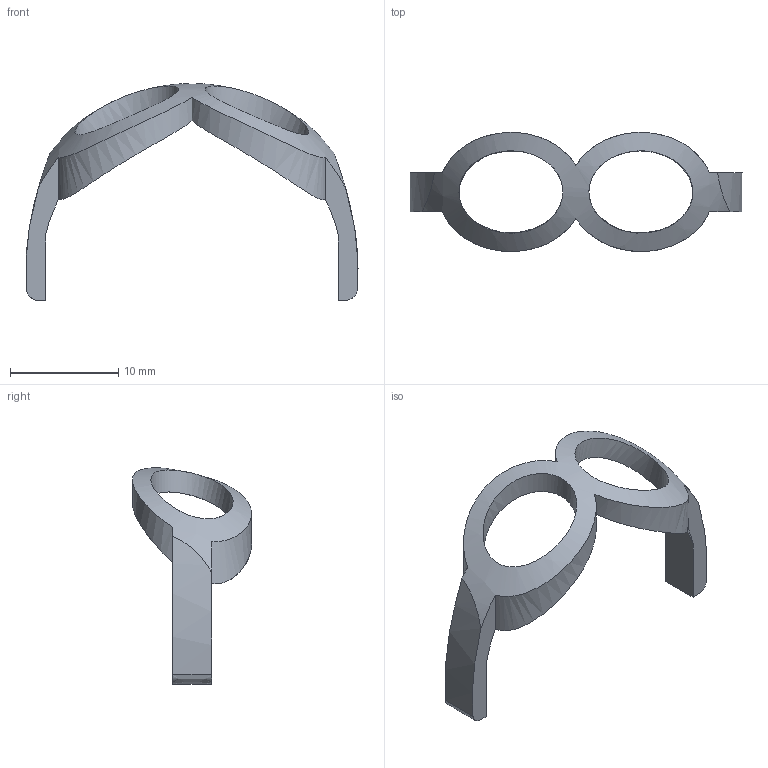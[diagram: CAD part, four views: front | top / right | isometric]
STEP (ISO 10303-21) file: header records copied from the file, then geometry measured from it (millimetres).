
FILE_DESCRIPTION(/* description */ (''),/* implementation_level */ '2;1');
FILE_NAME(/* name */ 'Gafas.step',/* time_stamp */ '2017-03-01T19:32:09+01:00',/* author */ ('Rubén'),/* organization */ (''),/* preprocessor_version */ 'ST-DEVELOPER v15.2',/* originating_system */ 'Autodesk Inventor 2014',/* authorisation */ '');
FILE_SCHEMA (('AUTOMOTIVE_DESIGN { 1 0 10303 214 3 1 1 }'));
Length unit declared in the file: millimetre
Products named in the file (1): Gafas
Bounding box: 30.65 x 11 x 19.97 mm (x, y, z)
Volume: 431.2 mm3; surface area: 846.5 mm2
Topology: 1 solids, 1 shells, 20 faces, 58 edges, 40 vertices
Faces by surface type: bspline 10, plane 8, sphere 2
Entity records: 1075 total; most frequent: CARTESIAN_POINT 601, ORIENTED_EDGE 116, EDGE_CURVE 58, DIRECTION 58, VERTEX_POINT 40, B_SPLINE_CURVE_WITH_KNOTS 32, EDGE_LOOP 24, AXIS2_PLACEMENT_3D 21
